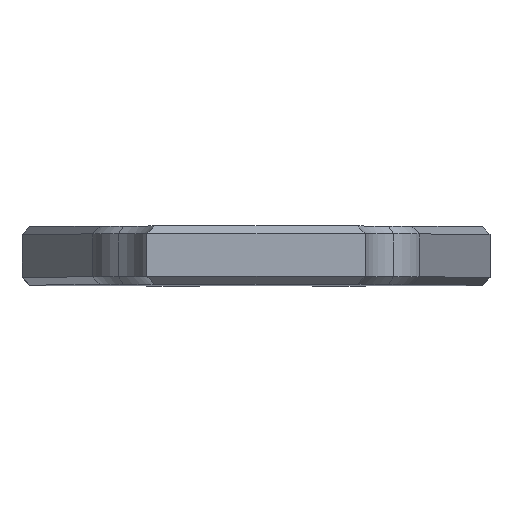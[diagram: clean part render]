
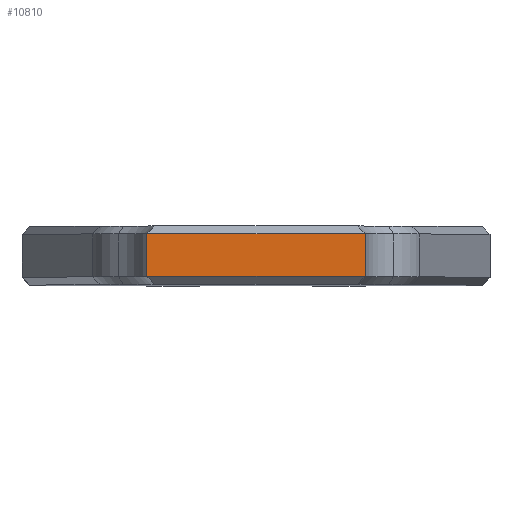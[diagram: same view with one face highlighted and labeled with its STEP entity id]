
A CAD part, top view. The second image highlights one B-rep face of the part: STEP entity #10810.
In plain terms, the highlighted planar face has unit normal (0, 0, 1).
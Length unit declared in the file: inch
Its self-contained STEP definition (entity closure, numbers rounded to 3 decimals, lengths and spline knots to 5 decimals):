
#861 = PLANE ( 'NONE',  #26246 ) ;
#1260 = EDGE_CURVE ( 'NONE', #31793, #8135, #10097, .T. ) ;
#4058 = VECTOR ( 'NONE', #27968, 39.37008 ) ;
#4850 = FACE_OUTER_BOUND ( 'NONE', #4979, .T. ) ;
#4979 = EDGE_LOOP ( 'NONE', ( #22494, #19371, #26819, #33911 ) ) ;
#8135 = VERTEX_POINT ( 'NONE', #29889 ) ;
#8976 = DIRECTION ( 'NONE',  ( 0., 0., -1. ) ) ;
#9066 = CARTESIAN_POINT ( 'NONE',  ( -0.7, -0.1875, 3. ) ) ;
#10097 = LINE ( 'NONE', #27722, #23622 ) ;
#10441 = EDGE_CURVE ( 'NONE', #19943, #15518, #24739, .T. ) ;
#10599 = VECTOR ( 'NONE', #32886, 39.37008 ) ;
#10810 = ADVANCED_FACE ( 'NONE', ( #4850 ), #861, .F. ) ;
#12438 = CARTESIAN_POINT ( 'NONE',  ( -1.5, -0.1375, 3. ) ) ;
#12789 = LINE ( 'NONE', #12438, #33547 ) ;
#15518 = VERTEX_POINT ( 'NONE', #33013 ) ;
#16683 = CARTESIAN_POINT ( 'NONE',  ( -0.7, 0.1375, 3. ) ) ;
#17069 = DIRECTION ( 'NONE',  ( 0., 1., 0. ) ) ;
#18056 = EDGE_CURVE ( 'NONE', #8135, #15518, #24128, .T. ) ;
#18526 = EDGE_CURVE ( 'NONE', #19943, #31793, #12789, .T. ) ;
#19371 = ORIENTED_EDGE ( 'NONE', *, *, #18526, .T. ) ;
#19943 = VERTEX_POINT ( 'NONE', #27901 ) ;
#22494 = ORIENTED_EDGE ( 'NONE', *, *, #10441, .F. ) ;
#23622 = VECTOR ( 'NONE', #17069, 39.37008 ) ;
#24128 = LINE ( 'NONE', #16683, #10599 ) ;
#24739 = LINE ( 'NONE', #9066, #4058 ) ;
#26246 = AXIS2_PLACEMENT_3D ( 'NONE', #30464, #8976, #27880 ) ;
#26819 = ORIENTED_EDGE ( 'NONE', *, *, #1260, .T. ) ;
#27664 = CARTESIAN_POINT ( 'NONE',  ( 0.7, -0.1375, 3. ) ) ;
#27722 = CARTESIAN_POINT ( 'NONE',  ( 0.7, -0.1875, 3. ) ) ;
#27880 = DIRECTION ( 'NONE',  ( -1., 0., 0. ) ) ;
#27901 = CARTESIAN_POINT ( 'NONE',  ( -0.7, -0.1375, 3. ) ) ;
#27968 = DIRECTION ( 'NONE',  ( 0., 1., 0. ) ) ;
#29889 = CARTESIAN_POINT ( 'NONE',  ( 0.7, 0.1375, 3. ) ) ;
#30464 = CARTESIAN_POINT ( 'NONE',  ( -1.5, 0.1875, 3. ) ) ;
#31793 = VERTEX_POINT ( 'NONE', #27664 ) ;
#32886 = DIRECTION ( 'NONE',  ( -1., 0., 0. ) ) ;
#33013 = CARTESIAN_POINT ( 'NONE',  ( -0.7, 0.1375, 3. ) ) ;
#33547 = VECTOR ( 'NONE', #34051, 39.37008 ) ;
#33911 = ORIENTED_EDGE ( 'NONE', *, *, #18056, .T. ) ;
#34051 = DIRECTION ( 'NONE',  ( 1., 0., 0. ) ) ;
